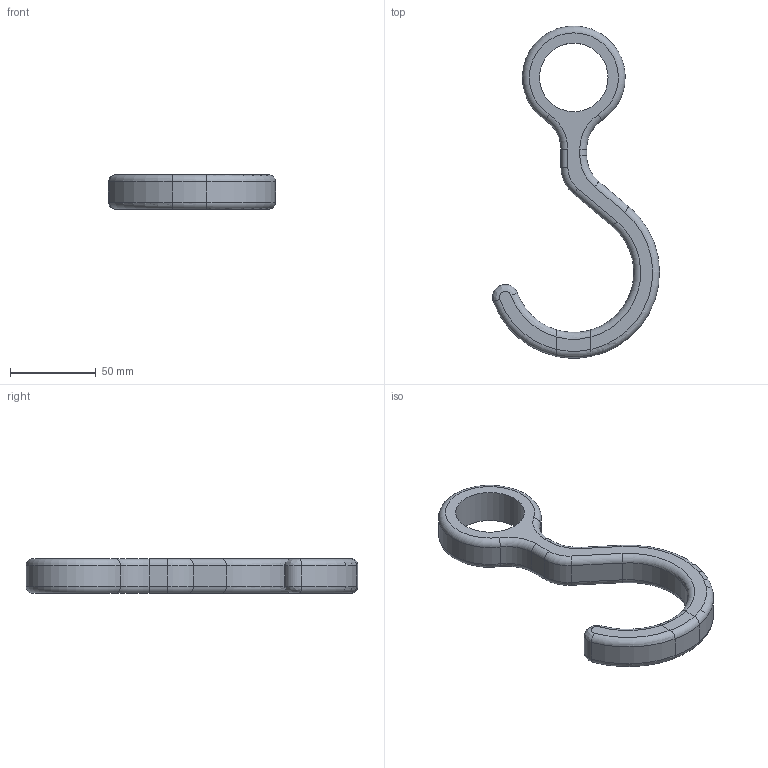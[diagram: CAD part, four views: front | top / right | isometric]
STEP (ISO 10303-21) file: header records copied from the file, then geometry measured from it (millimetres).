
FILE_DESCRIPTION( ( 'STEP Version 203' ), '1' );
FILE_NAME( ' ', '08/02/13 16:21:17', ( 'neginepooyesh' ), ( ' ' ), 'PSStep 14.0', 'DesignModeler STEP Output', ' ' );
FILE_SCHEMA( ( 'AUTOMOTIVE_DESIGN { 1 0 10303 214 1 1 1 1 }' ) );
Length unit declared in the file: metre
Products named in the file (1): 1
Bounding box: 97.43 x 193.63 x 20 mm (x, y, z)
Volume: 95851.9 mm3; surface area: 22952 mm2
Topology: 1 solids, 1 shells, 55 faces, 119 edges, 66 vertices
Faces by surface type: torus 22, cylinder 21, plane 10, bspline 2
Full cylindrical faces by diameter (mm): 40 x1
Entity records: 1639 total; most frequent: CARTESIAN_POINT 402, DIRECTION 292, ORIENTED_EDGE 236, AXIS2_PLACEMENT_3D 128, EDGE_CURVE 118, CIRCLE 74, VERTEX_POINT 66, EDGE_LOOP 58
